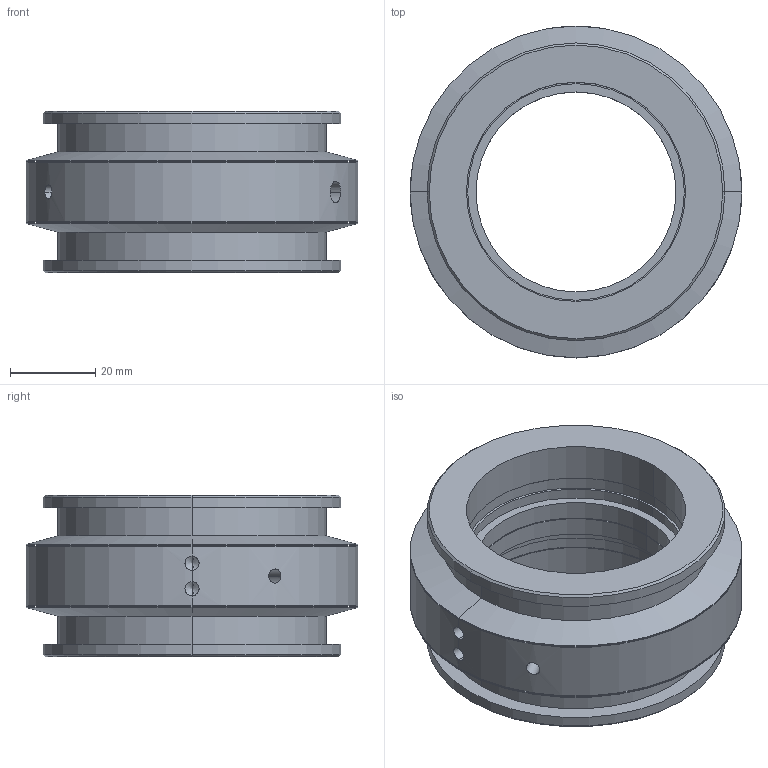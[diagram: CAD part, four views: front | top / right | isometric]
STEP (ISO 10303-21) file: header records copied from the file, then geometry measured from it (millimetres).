
FILE_DESCRIPTION (( 'STEP AP203' ), '1' );
FILE_NAME ('GCM-0926M三维外形图.STEP', '2016-12-30T00:36:38', ( '' ), ( '' ), 'SwSTEP 2.0', 'SolidWorks 2015', '' );
FILE_SCHEMA (( 'CONFIG_CONTROL_DESIGN' ));
Length unit declared in the file: millimetre
Products named in the file (2): GCM-0926M三维外形图
Bounding box: 78 x 78 x 38 mm (x, y, z)
Volume: 72638 mm3; surface area: 33751.2 mm2
Topology: 1 solids, 1 shells, 92 faces, 204 edges, 116 vertices
Faces by surface type: cylinder 52, cone 24, plane 16
Entity records: 2973 total; most frequent: CARTESIAN_POINT 824, DIRECTION 452, ORIENTED_EDGE 376, EDGE_CURVE 188, AXIS2_PLACEMENT_3D 186, VERTEX_POINT 116, EDGE_LOOP 112, FACE_OUTER_BOUND 92
